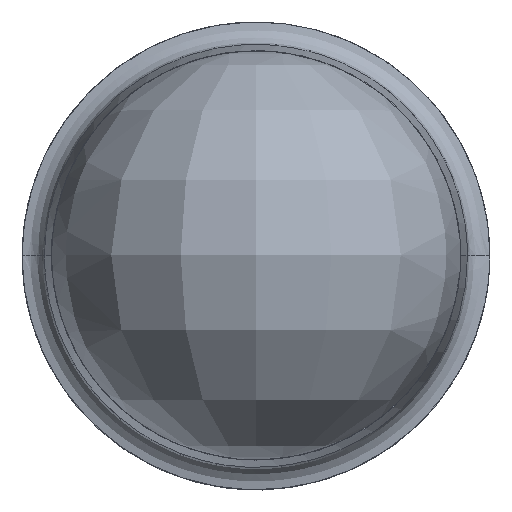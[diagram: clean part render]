
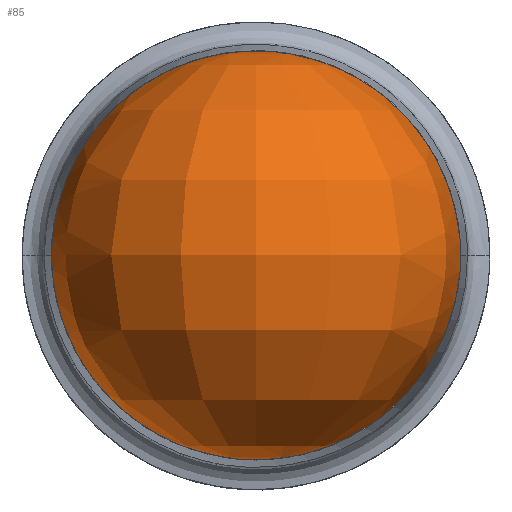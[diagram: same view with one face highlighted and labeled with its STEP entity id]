
A CAD part, top view. The second image highlights one B-rep face of the part: STEP entity #85.
In plain terms, the highlighted free-form (B-spline) face has degree [2, 2] with [9, 5] control points.
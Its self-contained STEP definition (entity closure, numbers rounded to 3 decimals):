
#85=ADVANCED_FACE('',(#117),#981,.T.);
#117=FACE_OUTER_BOUND('',#149,.T.);
#149=EDGE_LOOP('',(#189,#190));
#189=ORIENTED_EDGE('',*,*,#673,.T.);
#190=ORIENTED_EDGE('',*,*,#674,.T.);
#317=(
BOUNDED_CURVE()
B_SPLINE_CURVE(2,(#1258,#1259,#1260,#1261,#1262),.UNSPECIFIED.,.F.,.F.)
B_SPLINE_CURVE_WITH_KNOTS((3,2,3),(-2.199,0.,2.199),
 .UNSPECIFIED.)
CURVE()
GEOMETRIC_REPRESENTATION_ITEM()
RATIONAL_B_SPLINE_CURVE((1.,0.707,1.,0.707,1.))
REPRESENTATION_ITEM('')
);
#318=(
BOUNDED_CURVE()
B_SPLINE_CURVE(2,(#1265,#1266,#1267,#1268,#1269),.UNSPECIFIED.,.F.,.F.)
B_SPLINE_CURVE_WITH_KNOTS((3,2,3),(-2.199,0.,2.199),
 .UNSPECIFIED.)
CURVE()
GEOMETRIC_REPRESENTATION_ITEM()
RATIONAL_B_SPLINE_CURVE((1.,0.707,1.,0.707,1.))
REPRESENTATION_ITEM('')
);
#347=PCURVE('',#981,#479);
#348=PCURVE('',#981,#480);
#349=PCURVE('',#982,#481);
#350=PCURVE('',#982,#482);
#479=DEFINITIONAL_REPRESENTATION('',(#745),#2008);
#480=DEFINITIONAL_REPRESENTATION('',(#746),#2008);
#481=DEFINITIONAL_REPRESENTATION('',(#747),#2008);
#482=DEFINITIONAL_REPRESENTATION('',(#748),#2008);
#605=SURFACE_CURVE('',#317,(#347,#350),.PCURVE_S1.);
#606=SURFACE_CURVE('',#318,(#348,#349),.PCURVE_S1.);
#673=EDGE_CURVE('',#913,#914,#605,.T.);
#674=EDGE_CURVE('',#914,#913,#606,.T.);
#745=B_SPLINE_CURVE_WITH_KNOTS('',1,(#1263,#1264),.UNSPECIFIED.,.F.,.F.,
(2,2),(-2.199,2.199),.UNSPECIFIED.);
#746=B_SPLINE_CURVE_WITH_KNOTS('',1,(#1270,#1271),.UNSPECIFIED.,.F.,.F.,
(2,2),(-2.199,2.199),.UNSPECIFIED.);
#747=B_SPLINE_CURVE_WITH_KNOTS('',1,(#1272,#1273),.UNSPECIFIED.,.F.,.F.,
(2,2),(-2.199,2.199),.UNSPECIFIED.);
#748=B_SPLINE_CURVE_WITH_KNOTS('',1,(#1274,#1275),.UNSPECIFIED.,.F.,.F.,
(2,2),(-2.199,2.199),.UNSPECIFIED.);
#913=VERTEX_POINT('',#1256);
#914=VERTEX_POINT('',#1257);
#981=(
BOUNDED_SURFACE()
B_SPLINE_SURFACE(2,2,((#1166,#1167,#1168,#1169,#1170),(#1171,#1172,#1173,
#1174,#1175),(#1176,#1177,#1178,#1179,#1180),(#1181,#1182,#1183,#1184,#1185),
(#1186,#1187,#1188,#1189,#1190),(#1191,#1192,#1193,#1194,#1195),(#1196,#1197,
#1198,#1199,#1200),(#1201,#1202,#1203,#1204,#1205),(#1206,#1207,#1208,#1209,
#1210)),.UNSPECIFIED.,.T.,.F.,.F.)
B_SPLINE_SURFACE_WITH_KNOTS((3,2,2,2,3),(3,2,3),(0.,2.199,4.398,
6.597,8.796),(-2.199,0.,2.199),
 .UNSPECIFIED.)
GEOMETRIC_REPRESENTATION_ITEM()
RATIONAL_B_SPLINE_SURFACE(((1.,0.707,1.,0.707,1.),
(0.707,0.5,0.707,0.5,0.707),(1.,0.707,
1.,0.707,1.),(0.707,0.5,0.707,0.5,0.707),
(1.,0.707,1.,0.707,1.),(0.707,0.5,0.707,
0.5,0.707),(1.,0.707,1.,0.707,1.),(0.707,
0.5,0.707,0.5,0.707),(1.,0.707,1.,0.707,
1.)))
REPRESENTATION_ITEM('')
SURFACE()
);
#982=(
BOUNDED_SURFACE()
B_SPLINE_SURFACE(2,2,((#1211,#1212,#1213,#1214,#1215),(#1216,#1217,#1218,
#1219,#1220),(#1221,#1222,#1223,#1224,#1225),(#1226,#1227,#1228,#1229,#1230),
(#1231,#1232,#1233,#1234,#1235),(#1236,#1237,#1238,#1239,#1240),(#1241,#1242,
#1243,#1244,#1245),(#1246,#1247,#1248,#1249,#1250),(#1251,#1252,#1253,#1254,
#1255)),.UNSPECIFIED.,.T.,.F.,.F.)
B_SPLINE_SURFACE_WITH_KNOTS((3,2,2,2,3),(3,2,3),(0.,2.199,4.398,
6.597,8.796),(-2.199,0.,2.199),
 .UNSPECIFIED.)
GEOMETRIC_REPRESENTATION_ITEM()
RATIONAL_B_SPLINE_SURFACE(((1.,0.707,1.,0.707,1.),
(0.707,0.5,0.707,0.5,0.707),(1.,0.707,
1.,0.707,1.),(0.707,0.5,0.707,0.5,0.707),
(1.,0.707,1.,0.707,1.),(0.707,0.5,0.707,
0.5,0.707),(1.,0.707,1.,0.707,1.),(0.707,
0.5,0.707,0.5,0.707),(1.,0.707,1.,0.707,
1.)))
REPRESENTATION_ITEM('')
SURFACE()
);
#1166=CARTESIAN_POINT('',(0.,1.4,3.1));
#1167=CARTESIAN_POINT('',(1.4,1.4,3.1));
#1168=CARTESIAN_POINT('',(1.4,0.,3.1));
#1169=CARTESIAN_POINT('',(1.4,-1.4,3.1));
#1170=CARTESIAN_POINT('',(0.,-1.4,3.1));
#1171=CARTESIAN_POINT('',(0.,1.4,3.1));
#1172=CARTESIAN_POINT('',(1.4,1.4,4.5));
#1173=CARTESIAN_POINT('',(1.4,0.,4.5));
#1174=CARTESIAN_POINT('',(1.4,-1.4,4.5));
#1175=CARTESIAN_POINT('',(0.,-1.4,3.1));
#1176=CARTESIAN_POINT('',(0.,1.4,3.1));
#1177=CARTESIAN_POINT('',(0.,1.4,4.5));
#1178=CARTESIAN_POINT('',(0.,0.,4.5));
#1179=CARTESIAN_POINT('',(0.,-1.4,4.5));
#1180=CARTESIAN_POINT('',(0.,-1.4,3.1));
#1181=CARTESIAN_POINT('',(0.,1.4,3.1));
#1182=CARTESIAN_POINT('',(-1.4,1.4,4.5));
#1183=CARTESIAN_POINT('',(-1.4,0.,4.5));
#1184=CARTESIAN_POINT('',(-1.4,-1.4,4.5));
#1185=CARTESIAN_POINT('',(0.,-1.4,3.1));
#1186=CARTESIAN_POINT('',(0.,1.4,3.1));
#1187=CARTESIAN_POINT('',(-1.4,1.4,3.1));
#1188=CARTESIAN_POINT('',(-1.4,0.,3.1));
#1189=CARTESIAN_POINT('',(-1.4,-1.4,3.1));
#1190=CARTESIAN_POINT('',(0.,-1.4,3.1));
#1191=CARTESIAN_POINT('',(0.,1.4,3.1));
#1192=CARTESIAN_POINT('',(-1.4,1.4,1.7));
#1193=CARTESIAN_POINT('',(-1.4,0.,1.7));
#1194=CARTESIAN_POINT('',(-1.4,-1.4,1.7));
#1195=CARTESIAN_POINT('',(0.,-1.4,3.1));
#1196=CARTESIAN_POINT('',(0.,1.4,3.1));
#1197=CARTESIAN_POINT('',(0.,1.4,1.7));
#1198=CARTESIAN_POINT('',(0.,0.,1.7));
#1199=CARTESIAN_POINT('',(0.,-1.4,1.7));
#1200=CARTESIAN_POINT('',(0.,-1.4,3.1));
#1201=CARTESIAN_POINT('',(0.,1.4,3.1));
#1202=CARTESIAN_POINT('',(1.4,1.4,1.7));
#1203=CARTESIAN_POINT('',(1.4,0.,1.7));
#1204=CARTESIAN_POINT('',(1.4,-1.4,1.7));
#1205=CARTESIAN_POINT('',(0.,-1.4,3.1));
#1206=CARTESIAN_POINT('',(0.,1.4,3.1));
#1207=CARTESIAN_POINT('',(1.4,1.4,3.1));
#1208=CARTESIAN_POINT('',(1.4,0.,3.1));
#1209=CARTESIAN_POINT('',(1.4,-1.4,3.1));
#1210=CARTESIAN_POINT('',(0.,-1.4,3.1));
#1211=CARTESIAN_POINT('',(0.,1.4,3.1));
#1212=CARTESIAN_POINT('',(1.4,1.4,3.1));
#1213=CARTESIAN_POINT('',(1.4,0.,3.1));
#1214=CARTESIAN_POINT('',(1.4,-1.4,3.1));
#1215=CARTESIAN_POINT('',(0.,-1.4,3.1));
#1216=CARTESIAN_POINT('',(0.,1.4,3.1));
#1217=CARTESIAN_POINT('',(1.4,1.4,4.5));
#1218=CARTESIAN_POINT('',(1.4,0.,4.5));
#1219=CARTESIAN_POINT('',(1.4,-1.4,4.5));
#1220=CARTESIAN_POINT('',(0.,-1.4,3.1));
#1221=CARTESIAN_POINT('',(0.,1.4,3.1));
#1222=CARTESIAN_POINT('',(0.,1.4,4.5));
#1223=CARTESIAN_POINT('',(0.,0.,4.5));
#1224=CARTESIAN_POINT('',(0.,-1.4,4.5));
#1225=CARTESIAN_POINT('',(0.,-1.4,3.1));
#1226=CARTESIAN_POINT('',(0.,1.4,3.1));
#1227=CARTESIAN_POINT('',(-1.4,1.4,4.5));
#1228=CARTESIAN_POINT('',(-1.4,0.,4.5));
#1229=CARTESIAN_POINT('',(-1.4,-1.4,4.5));
#1230=CARTESIAN_POINT('',(0.,-1.4,3.1));
#1231=CARTESIAN_POINT('',(0.,1.4,3.1));
#1232=CARTESIAN_POINT('',(-1.4,1.4,3.1));
#1233=CARTESIAN_POINT('',(-1.4,0.,3.1));
#1234=CARTESIAN_POINT('',(-1.4,-1.4,3.1));
#1235=CARTESIAN_POINT('',(0.,-1.4,3.1));
#1236=CARTESIAN_POINT('',(0.,1.4,3.1));
#1237=CARTESIAN_POINT('',(-1.4,1.4,1.7));
#1238=CARTESIAN_POINT('',(-1.4,0.,1.7));
#1239=CARTESIAN_POINT('',(-1.4,-1.4,1.7));
#1240=CARTESIAN_POINT('',(0.,-1.4,3.1));
#1241=CARTESIAN_POINT('',(0.,1.4,3.1));
#1242=CARTESIAN_POINT('',(0.,1.4,1.7));
#1243=CARTESIAN_POINT('',(0.,0.,1.7));
#1244=CARTESIAN_POINT('',(0.,-1.4,1.7));
#1245=CARTESIAN_POINT('',(0.,-1.4,3.1));
#1246=CARTESIAN_POINT('',(0.,1.4,3.1));
#1247=CARTESIAN_POINT('',(1.4,1.4,1.7));
#1248=CARTESIAN_POINT('',(1.4,0.,1.7));
#1249=CARTESIAN_POINT('',(1.4,-1.4,1.7));
#1250=CARTESIAN_POINT('',(0.,-1.4,3.1));
#1251=CARTESIAN_POINT('',(0.,1.4,3.1));
#1252=CARTESIAN_POINT('',(1.4,1.4,3.1));
#1253=CARTESIAN_POINT('',(1.4,0.,3.1));
#1254=CARTESIAN_POINT('',(1.4,-1.4,3.1));
#1255=CARTESIAN_POINT('',(0.,-1.4,3.1));
#1256=CARTESIAN_POINT('',(0.,1.4,3.1));
#1257=CARTESIAN_POINT('',(0.,-1.4,3.1));
#1258=CARTESIAN_POINT('',(0.,1.4,3.1));
#1259=CARTESIAN_POINT('',(-1.4,1.4,3.1));
#1260=CARTESIAN_POINT('',(-1.4,0.,3.1));
#1261=CARTESIAN_POINT('',(-1.4,-1.4,3.1));
#1262=CARTESIAN_POINT('',(0.,-1.4,3.1));
#1263=CARTESIAN_POINT('',(4.398,-2.199));
#1264=CARTESIAN_POINT('',(4.398,2.199));
#1265=CARTESIAN_POINT('',(0.,-1.4,3.1));
#1266=CARTESIAN_POINT('',(1.4,-1.4,3.1));
#1267=CARTESIAN_POINT('',(1.4,0.,3.1));
#1268=CARTESIAN_POINT('',(1.4,1.4,3.1));
#1269=CARTESIAN_POINT('',(0.,1.4,3.1));
#1270=CARTESIAN_POINT('',(0.,2.199));
#1271=CARTESIAN_POINT('',(0.,-2.199));
#1272=CARTESIAN_POINT('',(8.796,2.199));
#1273=CARTESIAN_POINT('',(8.796,-2.199));
#1274=CARTESIAN_POINT('',(4.398,-2.199));
#1275=CARTESIAN_POINT('',(4.398,2.199));
#2008=(
GEOMETRIC_REPRESENTATION_CONTEXT(2)
PARAMETRIC_REPRESENTATION_CONTEXT()
REPRESENTATION_CONTEXT('pspace','')
);
